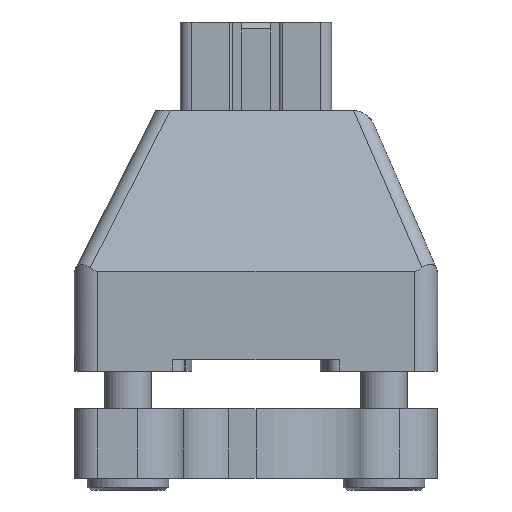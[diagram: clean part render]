
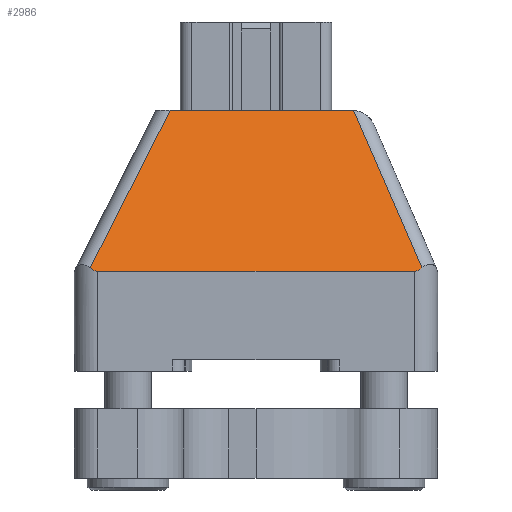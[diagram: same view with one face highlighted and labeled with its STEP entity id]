
A CAD part, left-side view. The second image highlights one B-rep face of the part: STEP entity #2986.
In plain terms, the highlighted planar face has unit normal (-0.938, 0, 0.347).
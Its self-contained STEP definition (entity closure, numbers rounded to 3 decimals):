
#23=ELLIPSE('',#3235,1.066,1.);
#27=ELLIPSE('',#3243,2.885,1.);
#28=ELLIPSE('',#3245,2.885,1.);
#193=LINE('',#4667,#510);
#224=LINE('',#4801,#541);
#225=LINE('',#4819,#542);
#226=LINE('',#4821,#543);
#510=VECTOR('',#3775,10.);
#541=VECTOR('',#3882,10.);
#542=VECTOR('',#3891,10.);
#543=VECTOR('',#3892,10.);
#839=FACE_OUTER_BOUND('',#1010,.T.);
#1010=EDGE_LOOP('',(#2413,#2414,#2415,#2416,#2417,#2418,#2419));
#1338=VERTEX_POINT('',#4664);
#1339=VERTEX_POINT('',#4666);
#1363=VERTEX_POINT('',#4761);
#1364=VERTEX_POINT('',#4763);
#1368=VERTEX_POINT('',#4800);
#1369=VERTEX_POINT('',#4818);
#1370=VERTEX_POINT('',#4820);
#1691=EDGE_CURVE('',#1338,#1339,#193,.T.);
#1734=EDGE_CURVE('',#1363,#1364,#23,.T.);
#1742=EDGE_CURVE('',#1364,#1368,#224,.T.);
#1745=EDGE_CURVE('',#1368,#1338,#27,.T.);
#1746=EDGE_CURVE('',#1369,#1363,#225,.T.);
#1747=EDGE_CURVE('',#1370,#1369,#226,.T.);
#1748=EDGE_CURVE('',#1339,#1370,#28,.T.);
#2413=ORIENTED_EDGE('',*,*,#1745,.F.);
#2414=ORIENTED_EDGE('',*,*,#1742,.F.);
#2415=ORIENTED_EDGE('',*,*,#1734,.F.);
#2416=ORIENTED_EDGE('',*,*,#1746,.F.);
#2417=ORIENTED_EDGE('',*,*,#1747,.F.);
#2418=ORIENTED_EDGE('',*,*,#1748,.F.);
#2419=ORIENTED_EDGE('',*,*,#1691,.F.);
#2842=PLANE('',#3244);
#2986=ADVANCED_FACE('',(#839),#2842,.F.);
#3235=AXIS2_PLACEMENT_3D('',#4764,#3867,#3868);
#3243=AXIS2_PLACEMENT_3D('',#4816,#3887,#3888);
#3244=AXIS2_PLACEMENT_3D('',#4817,#3889,#3890);
#3245=AXIS2_PLACEMENT_3D('',#4822,#3893,#3894);
#3775=DIRECTION('',(0.,1.,0.));
#3867=DIRECTION('center_axis',(0.938,0.,-0.347));
#3868=DIRECTION('ref_axis',(0.347,0.,0.938));
#3882=DIRECTION('',(-0.321,-0.378,-0.869));
#3887=DIRECTION('center_axis',(0.938,0.,-0.347));
#3888=DIRECTION('ref_axis',(-0.347,0.,-0.938));
#3889=DIRECTION('center_axis',(0.938,0.,-0.347));
#3890=DIRECTION('ref_axis',(-0.347,0.,-0.938));
#3891=DIRECTION('',(0.,-1.,0.));
#3892=DIRECTION('',(0.313,-0.43,0.847));
#3893=DIRECTION('center_axis',(0.938,0.,-0.347));
#3894=DIRECTION('ref_axis',(-0.347,0.,-0.938));
#4664=CARTESIAN_POINT('',(-7.8,-6.8,4.3));
#4666=CARTESIAN_POINT('',(-7.8,6.8,4.3));
#4667=CARTESIAN_POINT('',(-7.8,3.9,4.3));
#4761=CARTESIAN_POINT('',(-5.25,-4.144,11.2));
#4763=CARTESIAN_POINT('',(-5.25,-4.19,11.199));
#4764=CARTESIAN_POINT('Origin',(-5.62,-4.144,10.2));
#4800=CARTESIAN_POINT('',(-7.746,-7.125,4.447));
#4801=CARTESIAN_POINT('',(-5.906,-4.961,9.424));
#4816=CARTESIAN_POINT('Origin',(-6.8,-6.8,7.006));
#4817=CARTESIAN_POINT('Origin',(-5.25,0.,11.2));
#4818=CARTESIAN_POINT('',(-5.25,3.685,11.2));
#4819=CARTESIAN_POINT('',(-5.25,0.,11.2));
#4820=CARTESIAN_POINT('',(-7.749,7.115,4.438));
#4821=CARTESIAN_POINT('',(-4.786,3.049,12.455));
#4822=CARTESIAN_POINT('Origin',(-6.8,6.8,7.006));
